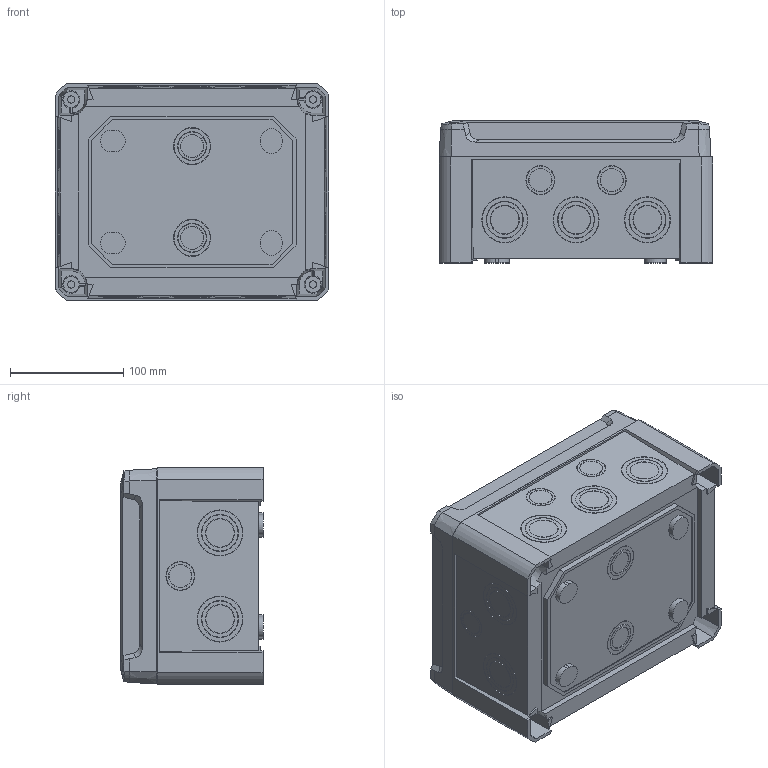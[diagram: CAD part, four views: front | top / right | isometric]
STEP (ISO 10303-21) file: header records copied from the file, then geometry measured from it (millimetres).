
FILE_DESCRIPTION (( 'STEP AP214' ), '1' );
FILE_NAME ('2005312.STEP', '2025-06-18T06:29:49', ( '' ), ( '' ), 'SwSTEP 2.0', 'SolidWorks 2024', '' );
FILE_SCHEMA (( 'AUTOMOTIVE_DESIGN' ));
Length unit declared in the file: millimetre
Products named in the file (5): 077121_S925BC-10-JB-LGR; 2005312; 051959_Standard; 113231_Standard; 087700_Standard
Assembly tree (7 placements, depth 3):
  2005312
    077121_S925BC-10-JB-LGR
    113231_Standard
      051959_Standard
    087700_Standard  x4
Bounding box: 241.57 x 125.41 x 191 mm (x, y, z)
Volume: 644826.3 mm3; surface area: 470126.6 mm2
Topology: 6 solids, 6 shells, 946 faces, 2335 edges, 1513 vertices
Faces by surface type: plane 516, cylinder 213, bspline 119, cone 98
Full cylindrical faces by diameter (mm): 6.5 x4, 11.3 x4, 15.6 x4, 15.7 x4, 20 x8, 20.5 x6, 20.58 x2, 25 x18, 25.5 x6, 25.58 x12, 32 x12, 32.58 x12, 40 x10, 40.58 x10
Entity records: 55249 total; most frequent: CARTESIAN_POINT 35621, ORIENTED_EDGE 4176, DIRECTION 3499, EDGE_CURVE 2088, VERTEX_POINT 1418, AXIS2_PLACEMENT_3D 1251, EDGE_LOOP 1130, FACE_OUTER_BOUND 998
